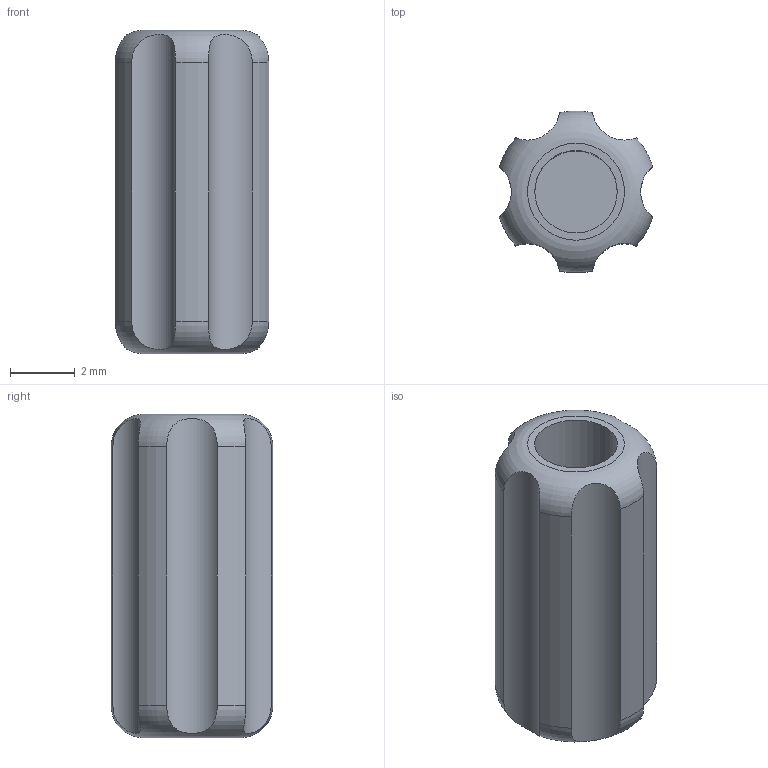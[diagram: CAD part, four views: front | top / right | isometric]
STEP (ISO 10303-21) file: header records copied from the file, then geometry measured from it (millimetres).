
FILE_DESCRIPTION(('FreeCAD Model'),'2;1');
FILE_NAME('Open CASCADE Shape Model','2023-08-27T15:07:19',(''),(''), 'Open CASCADE STEP processor 7.6','FreeCAD','Unknown');
FILE_SCHEMA(('AUTOMOTIVE_DESIGN { 1 0 10303 214 1 1 1 1 }'));
Length unit declared in the file: millimetre
Products named in the file (1): cylinder
Bounding box: 4.75 x 4.99 x 10 mm (x, y, z)
Volume: 112.3 mm3; surface area: 267.1 mm2
Topology: 1 solids, 1 shells, 18 faces, 45 edges, 30 vertices
Faces by surface type: cylinder 13, plane 3, torus 2
Full cylindrical faces by diameter (mm): 2.55 x1
Entity records: 3152 total; most frequent: CARTESIAN_POINT 2266, DIRECTION 149, ORIENTED_EDGE 90, PCURVE 90, DEFINITIONAL_REPRESENTATION 90, LINE 71, VECTOR 71, EDGE_CURVE 45
